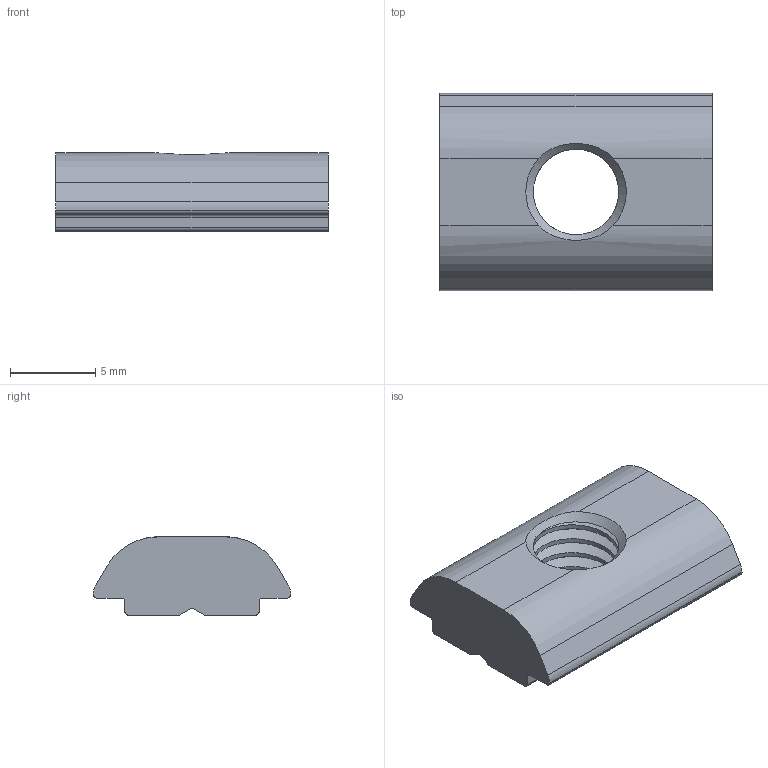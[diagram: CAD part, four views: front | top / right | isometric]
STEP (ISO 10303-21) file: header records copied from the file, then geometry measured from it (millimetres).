
FILE_DESCRIPTION(/* description */ (''),/* implementation_level */ '2;1');
FILE_NAME(/* name */ 'M6L-0 v1.step',/* time_stamp */ '2020-09-15T13:38:31-04:00',/* author */ (''),/* organization */ (''),/* preprocessor_version */ 'ST-DEVELOPER v18.1',/* originating_system */ 'Autodesk Translation Framework v9.3.0.1241',/* authorisation */ '');
FILE_SCHEMA (('AUTOMOTIVE_DESIGN { 1 0 10303 214 3 1 1 }'));
Length unit declared in the file: millimetre
Products named in the file (1): M6L-0
Bounding box: 16 x 11.6 x 4.6 mm (x, y, z)
Volume: 572 mm3; surface area: 622.9 mm2
Topology: 1 solids, 1 shells, 46 faces, 133 edges, 87 vertices
Faces by surface type: cylinder 22, plane 20, cone 2, bspline 2
Full cylindrical faces by diameter (mm): 5.035 x2
Entity records: 2387 total; most frequent: CARTESIAN_POINT 1156, ORIENTED_EDGE 266, DIRECTION 234, EDGE_CURVE 133, VERTEX_POINT 87, AXIS2_PLACEMENT_3D 84, LINE 66, VECTOR 66
